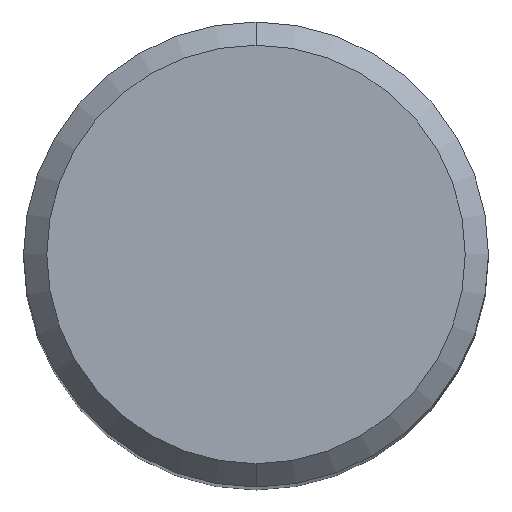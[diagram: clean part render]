
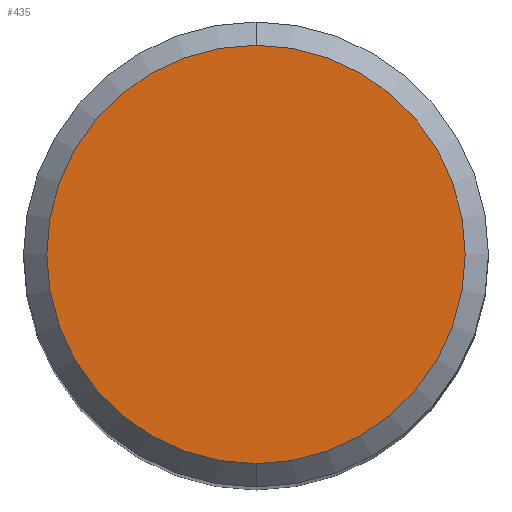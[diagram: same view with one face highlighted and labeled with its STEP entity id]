
A CAD part, top view. The second image highlights one B-rep face of the part: STEP entity #435.
In plain terms, the highlighted planar face has unit normal (0, 0, 1).
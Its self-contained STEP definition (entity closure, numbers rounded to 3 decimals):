
#357=VERTEX_POINT('',#893);
#435=ADVANCED_FACE('',(#980),#981,.T.);
#485=EDGE_CURVE('',#599,#357,#1033,.T.);
#549=EDGE_CURVE('',#357,#599,#1102,.T.);
#599=VERTEX_POINT('',#1157);
#893=CARTESIAN_POINT('',(0.0,5.4,0.0));
#980=FACE_OUTER_BOUND('',#5074,.T.);
#981=PLANE('',#5075);
#1033=CIRCLE('',#5185,5.4);
#1102=CIRCLE('',#6168,5.4);
#1157=CARTESIAN_POINT('',(0.,-5.4,0.0));
#5074=EDGE_LOOP('',(#9015,#9016));
#5075=AXIS2_PLACEMENT_3D('',#9017,#9018,#9019);
#5185=AXIS2_PLACEMENT_3D('',#9055,#9056,#9057);
#6168=AXIS2_PLACEMENT_3D('',#9105,#9106,#9107);
#9015=ORIENTED_EDGE('',*,*,#549,.F.);
#9016=ORIENTED_EDGE('',*,*,#485,.F.);
#9017=CARTESIAN_POINT('',(0.0,2.7,0.0));
#9018=DIRECTION('',(-0.0,0.0,1.0));
#9019=DIRECTION('',(0.0,-1.0,0.0));
#9055=CARTESIAN_POINT('',(0.0,0.0,0.0));
#9056=DIRECTION('',(0.0,0.0,-1.0));
#9057=DIRECTION('',(0.0,1.0,0.0));
#9105=CARTESIAN_POINT('',(0.0,0.0,0.0));
#9106=DIRECTION('',(0.0,0.0,-1.0));
#9107=DIRECTION('',(0.0,1.0,0.0));
